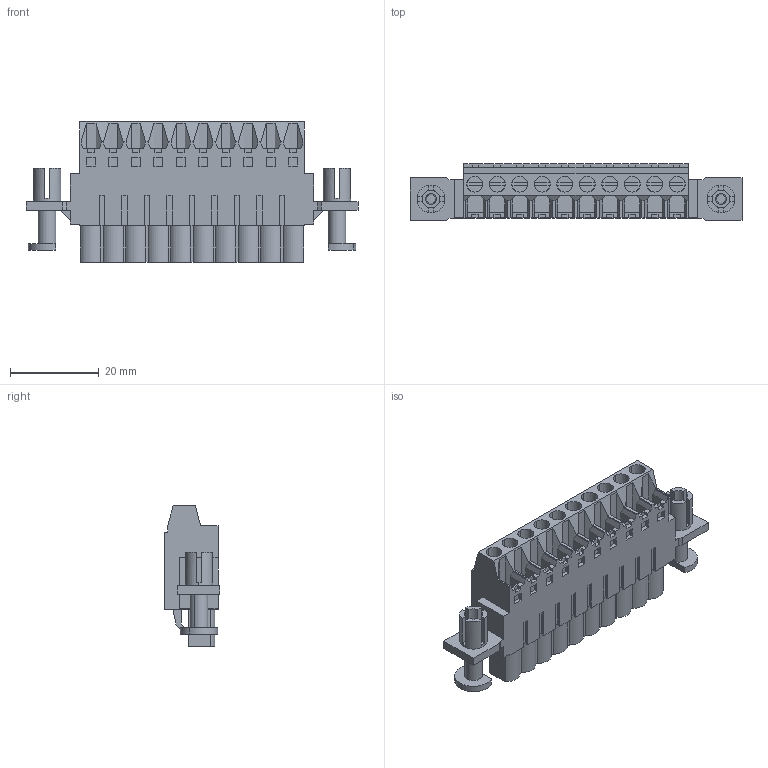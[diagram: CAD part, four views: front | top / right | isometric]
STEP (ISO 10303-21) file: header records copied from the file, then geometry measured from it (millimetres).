
FILE_DESCRIPTION(('CATIA V5 STEP Exchange','CAx-IF Rec.Pracs.--- Model Styling and Organization---1.2---2011-12-15'),'2;1');
FILE_NAME ('D1451305_0_1353230000_1353230000.stp','2017-06-22T09:17:59+00:00',('none'),('Weidmueller'),'CATIA Version 5-6 Release 2014','CATIA V5 STEP AP214','none');
FILE_SCHEMA(('AUTOMOTIVE_DESIGN { 1 0 10303 214 1 1 1 1 }'));
Length unit declared in the file: millimetre
Products named in the file (1): 1353230000
Bounding box: 75 x 12.65 x 31.8 mm (x, y, z)
Volume: 14192.1 mm3; surface area: 9831.6 mm2
Topology: 13 solids, 13 shells, 856 faces, 2389 edges, 1604 vertices
Faces by surface type: plane 758, cylinder 90, cone 8
Entity records: 26378 total; most frequent: ORIENTED_EDGE 4778, CARTESIAN_POINT 4726, DIRECTION 3503, EDGE_CURVE 2389, VECTOR 2119, LINE 2119, VERTEX_POINT 1604, EDGE_LOOP 905
